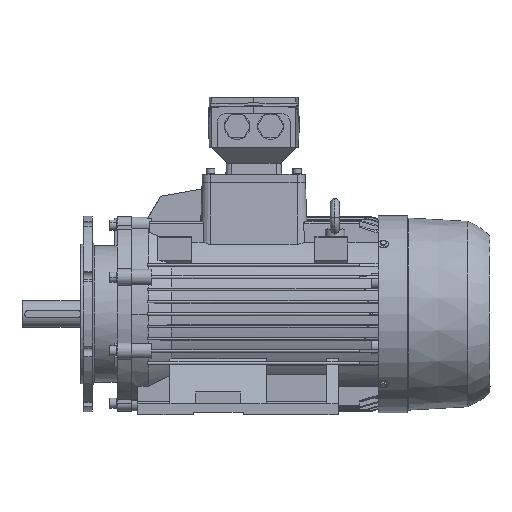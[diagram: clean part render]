
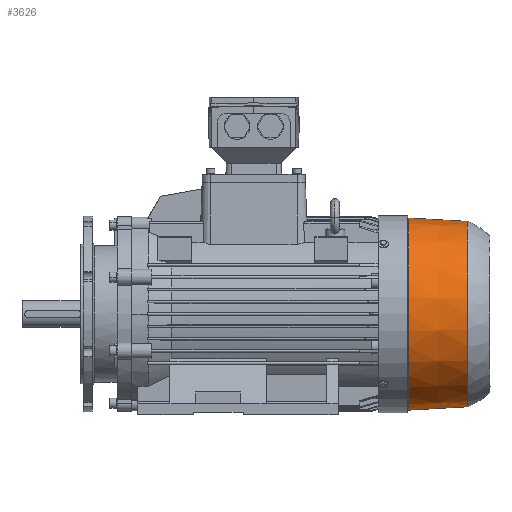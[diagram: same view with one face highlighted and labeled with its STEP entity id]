
A CAD part, front view. The second image highlights one B-rep face of the part: STEP entity #3626.
In plain terms, the highlighted conical face has half-angle 3.225 degrees and reference radius 169 mm.
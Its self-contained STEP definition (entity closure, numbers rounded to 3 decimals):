
#3626=ADVANCED_FACE('',(#8499),#8500,.T.);
#8499=FACE_OUTER_BOUND('',#15408,.T.);
#8500=CONICAL_SURFACE('',#15409,169.0,0.056);
#15408=EDGE_LOOP('',(#24278,#24279,#24280,#24281));
#15409=AXIS2_PLACEMENT_3D('',#24282,#24283,#24284);
#24278=ORIENTED_EDGE('',*,*,#42905,.F.);
#24279=ORIENTED_EDGE('',*,*,#42906,.T.);
#24280=ORIENTED_EDGE('',*,*,#42907,.F.);
#24281=ORIENTED_EDGE('',*,*,#42908,.F.);
#24282=CARTESIAN_POINT('',(548.25,0.0,0.0));
#24283=DIRECTION('',(-1.0,-0.0,0.0));
#24284=DIRECTION('',(0.0,0.0,1.0));
#42905=EDGE_CURVE('',#51583,#51577,#51584,.T.);
#42906=EDGE_CURVE('',#51583,#51585,#51586,.T.);
#42907=EDGE_CURVE('',#51574,#51585,#51587,.T.);
#42908=EDGE_CURVE('',#51577,#51574,#51588,.T.);
#51574=VERTEX_POINT('',#64895);
#51577=VERTEX_POINT('',#64898);
#51583=VERTEX_POINT('',#64904);
#51584=LINE('',#64905,#64906);
#51585=VERTEX_POINT('',#64907);
#51586=CIRCLE('',#64908,172.0);
#51587=LINE('',#64909,#64910);
#51588=CIRCLE('',#64911,166.0);
#64895=CARTESIAN_POINT('',(601.5,0.,-166.0));
#64898=CARTESIAN_POINT('',(601.5,0.0,166.0));
#64904=CARTESIAN_POINT('',(495.0,0.0,172.0));
#64905=CARTESIAN_POINT('',(548.25,0.,169.0));
#64906=VECTOR('',#84272,1.0);
#64907=CARTESIAN_POINT('',(495.0,0.,-172.0));
#64908=AXIS2_PLACEMENT_3D('',#84273,#84274,#84275);
#64909=CARTESIAN_POINT('',(548.25,0.,-169.0));
#64910=VECTOR('',#84276,1.0);
#64911=AXIS2_PLACEMENT_3D('',#84277,#84278,#84279);
#84272=DIRECTION('',(0.998,0.,-0.056));
#84273=CARTESIAN_POINT('',(495.0,0.0,0.0));
#84274=DIRECTION('',(1.0,0.0,-0.0));
#84275=DIRECTION('',(0.0,0.0,1.0));
#84276=DIRECTION('',(-0.998,0.,-0.056));
#84277=CARTESIAN_POINT('',(601.5,0.0,0.0));
#84278=DIRECTION('',(1.0,0.0,-0.0));
#84279=DIRECTION('',(0.0,0.0,1.0));
